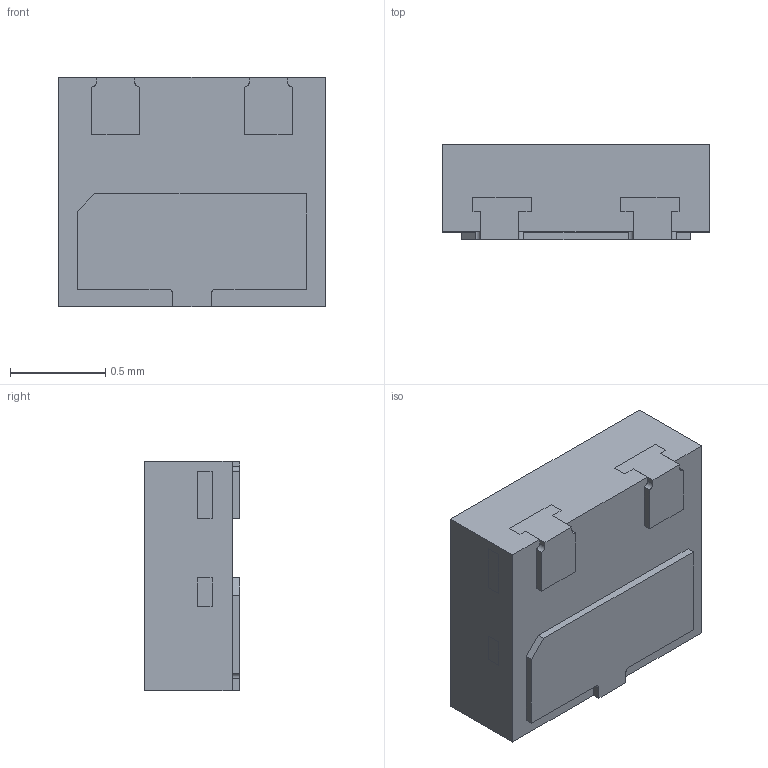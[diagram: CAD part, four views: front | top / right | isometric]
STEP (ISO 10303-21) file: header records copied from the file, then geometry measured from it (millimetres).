
FILE_DESCRIPTION (( 'STEP AP214' ), '1' );
FILE_NAME ('SOT8009.STEP', '2020-09-20T19:09:14', ( '' ), ( '' ), 'SwSTEP 2.0', 'SolidWorks 2017', '' );
FILE_SCHEMA (( 'AUTOMOTIVE_DESIGN' ));
Length unit declared in the file: millimetre
Products named in the file (1): SOT8009
Bounding box: 1.4 x 0.5 x 1.2 mm (x, y, z)
Volume: 0.8 mm3; surface area: 9.9 mm2
Topology: 11 solids, 11 shells, 175 faces, 438 edges, 292 vertices
Faces by surface type: plane 159, cylinder 16
Entity records: 5268 total; most frequent: CARTESIAN_POINT 906, ORIENTED_EDGE 876, DIRECTION 822, EDGE_CURVE 438, LINE 406, VECTOR 406, VERTEX_POINT 292, AXIS2_PLACEMENT_3D 208
